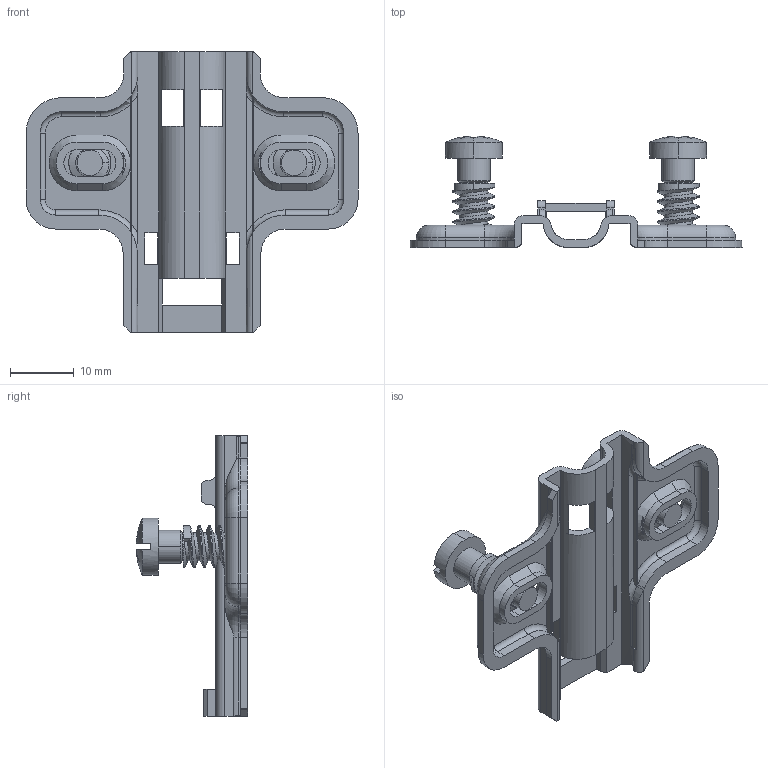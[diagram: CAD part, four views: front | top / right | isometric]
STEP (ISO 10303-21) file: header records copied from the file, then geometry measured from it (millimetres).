
FILE_DESCRIPTION (( 'STEP AP214' ), '1' );
FILE_NAME ('F000049_3D.step', '2022-06-06T12:50:28', ( '' ), ( '' ), 'SwSTEP 2.0', 'SolidWorks 2020', '' );
FILE_SCHEMA (( 'AUTOMOTIVE_DESIGN' ));
Length unit declared in the file: millimetre
Products named in the file (3): F000049_3D; F000046_3D; EUROVRUT
Assembly tree (3 placements, depth 2):
  F000049_3D
    F000046_3D
    EUROVRUT  x2
Bounding box: 52 x 17.46 x 44 mm (x, y, z)
Volume: 3352.2 mm3; surface area: 5692.6 mm2
Topology: 3 solids, 3 shells, 419 faces, 1089 edges, 682 vertices
Faces by surface type: plane 235, cylinder 128, torus 24, cone 20, bspline 12
Entity records: 11975 total; most frequent: CARTESIAN_POINT 3398, ORIENTED_EDGE 1810, DIRECTION 1744, EDGE_CURVE 905, AXIS2_PLACEMENT_3D 589, LINE 566, VECTOR 566, VERTEX_POINT 561
